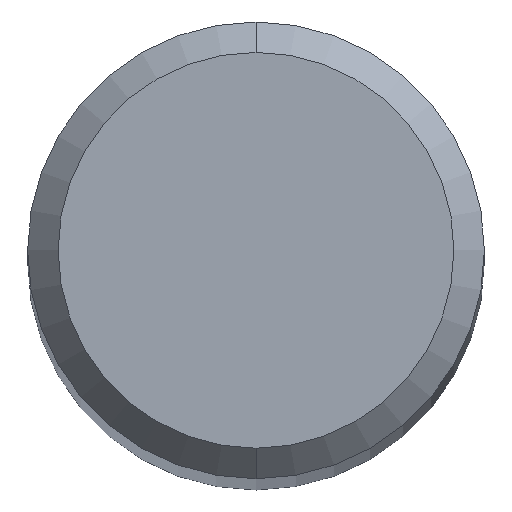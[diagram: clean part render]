
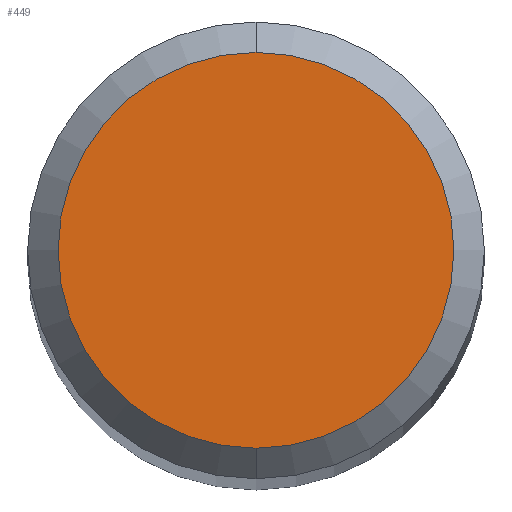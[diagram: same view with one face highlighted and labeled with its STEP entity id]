
A CAD part, top view. The second image highlights one B-rep face of the part: STEP entity #449.
In plain terms, the highlighted planar face has unit normal (0, 0, 1).
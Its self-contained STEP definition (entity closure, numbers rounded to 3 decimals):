
#421=VERTEX_POINT('',#969);
#449=ADVANCED_FACE('',(#999),#1000,.T.);
#517=EDGE_CURVE('',#421,#749,#1076,.T.);
#603=EDGE_CURVE('',#749,#421,#1171,.T.);
#749=VERTEX_POINT('',#1326);
#969=CARTESIAN_POINT('',(0.0,2.6,0.0));
#999=FACE_OUTER_BOUND('',#2350,.T.);
#1000=PLANE('',#2351);
#1076=CIRCLE('',#2736,2.6);
#1171=CIRCLE('',#3306,2.6);
#1326=CARTESIAN_POINT('',(0.,-2.6,0.0));
#2350=EDGE_LOOP('',(#4108,#4109));
#2351=AXIS2_PLACEMENT_3D('',#4110,#4111,#4112);
#2736=AXIS2_PLACEMENT_3D('',#4202,#4203,#4204);
#3306=AXIS2_PLACEMENT_3D('',#4361,#4362,#4363);
#4108=ORIENTED_EDGE('',*,*,#517,.F.);
#4109=ORIENTED_EDGE('',*,*,#603,.F.);
#4110=CARTESIAN_POINT('',(0.0,1.3,0.0));
#4111=DIRECTION('',(-0.0,0.0,1.0));
#4112=DIRECTION('',(0.0,-1.0,0.0));
#4202=CARTESIAN_POINT('',(0.0,0.0,0.0));
#4203=DIRECTION('',(0.0,0.0,-1.0));
#4204=DIRECTION('',(0.0,1.0,0.0));
#4361=CARTESIAN_POINT('',(0.0,0.0,0.0));
#4362=DIRECTION('',(0.0,0.0,-1.0));
#4363=DIRECTION('',(0.0,1.0,0.0));
